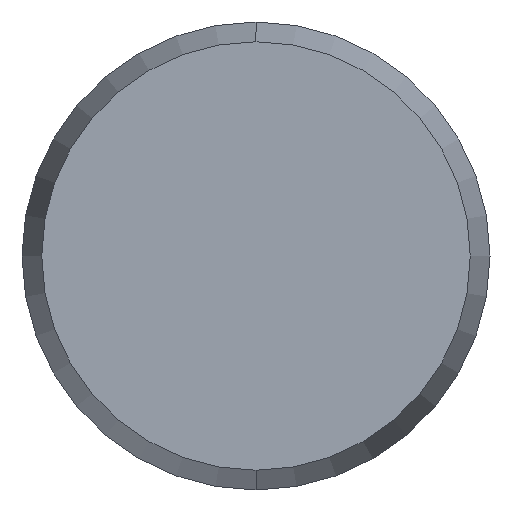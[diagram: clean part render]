
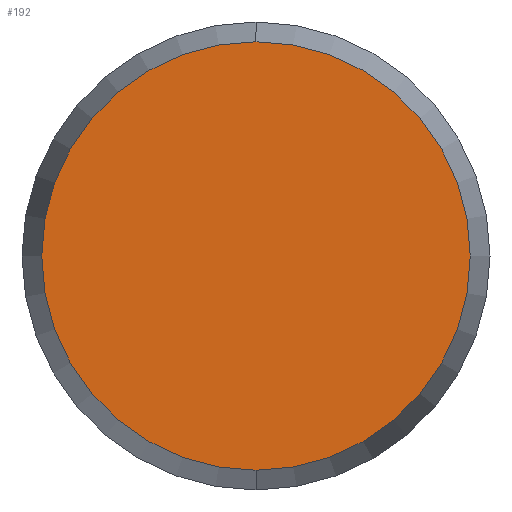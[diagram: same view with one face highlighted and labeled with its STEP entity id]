
A CAD part, left-side view. The second image highlights one B-rep face of the part: STEP entity #192.
In plain terms, the highlighted planar face has unit normal (-1, 0, 0).
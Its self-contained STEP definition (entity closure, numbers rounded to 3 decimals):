
#4 = EDGE_CURVE ( 'NONE', #222, #217, #211, .T. ) ;
#8 = AXIS2_PLACEMENT_3D ( 'NONE', #82, #105, #162 ) ;
#12 = CARTESIAN_POINT ( 'NONE',  ( -10., 0., -1.831 ) ) ;
#17 = ORIENTED_EDGE ( 'NONE', *, *, #29, .T. ) ;
#22 = CARTESIAN_POINT ( 'NONE',  ( -10., 0., 0. ) ) ;
#25 = DIRECTION ( 'NONE',  ( -1., 0., 0. ) ) ;
#29 = EDGE_CURVE ( 'NONE', #217, #222, #63, .T. ) ;
#48 = PLANE ( 'NONE',  #8 ) ;
#58 = CARTESIAN_POINT ( 'NONE',  ( -10., 0., 0. ) ) ;
#63 = CIRCLE ( 'NONE', #93, 1.831 ) ;
#73 = DIRECTION ( 'NONE',  ( 0., 0., 1. ) ) ;
#75 = DIRECTION ( 'NONE',  ( -1., 0., 0. ) ) ;
#81 = FACE_OUTER_BOUND ( 'NONE', #152, .T. ) ;
#82 = CARTESIAN_POINT ( 'NONE',  ( -10., 0., 0. ) ) ;
#93 = AXIS2_PLACEMENT_3D ( 'NONE', #58, #75, #110 ) ;
#105 = DIRECTION ( 'NONE',  ( -1., 0., 0. ) ) ;
#110 = DIRECTION ( 'NONE',  ( 0., 0., 1. ) ) ;
#119 = ORIENTED_EDGE ( 'NONE', *, *, #4, .T. ) ;
#152 = EDGE_LOOP ( 'NONE', ( #17, #119 ) ) ;
#162 = DIRECTION ( 'NONE',  ( 0., 0., 1. ) ) ;
#178 = CARTESIAN_POINT ( 'NONE',  ( -10., 0., 1.831 ) ) ;
#192 = ADVANCED_FACE ( 'NONE', ( #81 ), #48, .T. ) ;
#198 = AXIS2_PLACEMENT_3D ( 'NONE', #22, #25, #73 ) ;
#211 = CIRCLE ( 'NONE', #198, 1.831 ) ;
#217 = VERTEX_POINT ( 'NONE', #178 ) ;
#222 = VERTEX_POINT ( 'NONE', #12 ) ;
